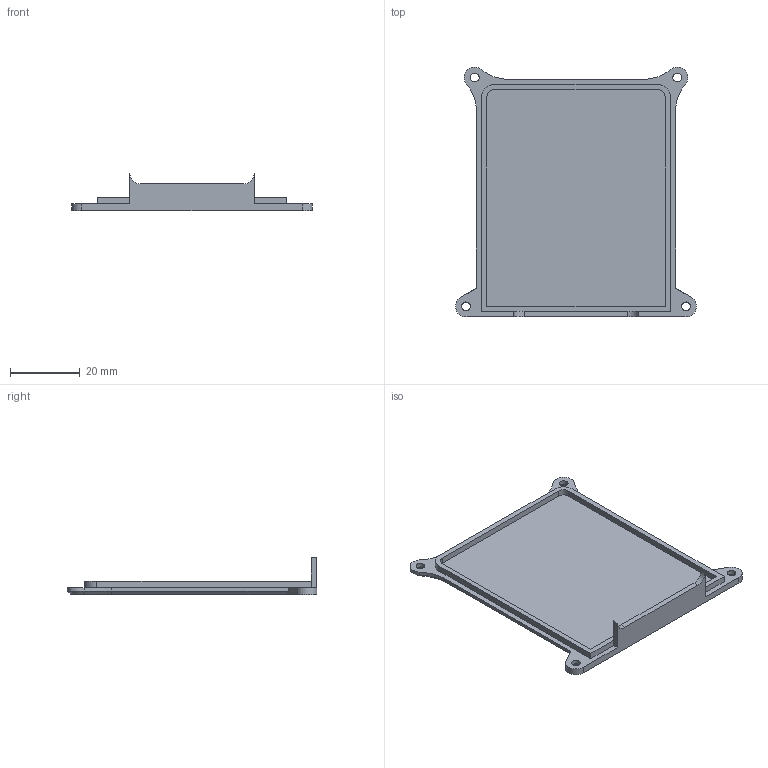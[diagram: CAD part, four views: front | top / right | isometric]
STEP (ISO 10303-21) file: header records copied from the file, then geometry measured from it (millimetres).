
FILE_DESCRIPTION(/* description */ ('STEP AP214'),/* implementation_level */ '2;1');
FILE_NAME(/* name */ '611d11b557cc95776e19e0c9',/* time_stamp */ '2021-08-18T13:57:10+00:00',/* author */ (''),/* organization */ (''),/* preprocessor_version */ 'ST-DEVELOPER v18.1',/* originating_system */ ' ',/* authorisation */ ' ');
FILE_SCHEMA (('AUTOMOTIVE_DESIGN {1 0 10303 214 3 1 1}'));
Length unit declared in the file: metre
Products named in the file (1): Part 1
Bounding box: 69 x 71.5 x 10.6 mm (x, y, z)
Volume: 8805.4 mm3; surface area: 9654.8 mm2
Topology: 1 solids, 1 shells, 58 faces, 155 edges, 102 vertices
Faces by surface type: plane 30, cylinder 22, cone 6
Full cylindrical faces by diameter (mm): 2.5 x4, 4.2 x4
Entity records: 1773 total; most frequent: CARTESIAN_POINT 308, DIRECTION 305, ORIENTED_EDGE 282, EDGE_CURVE 141, AXIS2_PLACEMENT_3D 109, VERTEX_POINT 96, LINE 87, VECTOR 87
